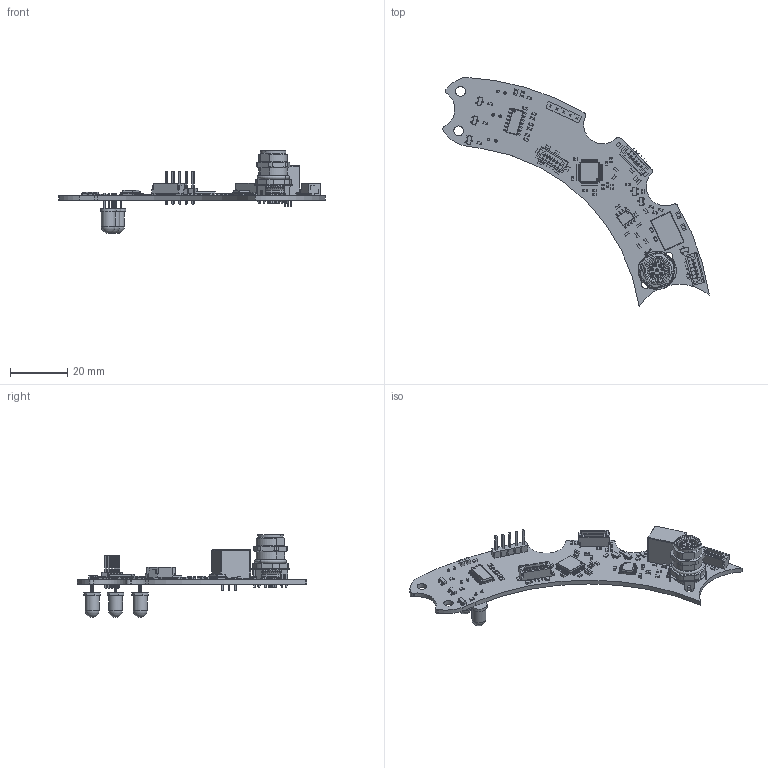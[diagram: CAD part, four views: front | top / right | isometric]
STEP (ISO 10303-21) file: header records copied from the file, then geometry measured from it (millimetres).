
FILE_DESCRIPTION(('KiCad electronic assembly'),'2;1');
FILE_NAME('dashboard-FT25.step','2025-02-07T22:33:03',('Pcbnew'),( 'Kicad'),'Open CASCADE STEP processor 7.7','KiCad to STEP converter' ,'Unknown');
FILE_SCHEMA(('AUTOMOTIVE_DESIGN { 1 0 10303 214 1 1 1 1 }'));
Length unit declared in the file: millimetre
Products named in the file (32): dashboard-FT25 1; C_0805_2012Metric; R_0603_1608Metric; C_0603_1608Metric; JST_GH_BM06B-GHS-TBT_1x06-1MP_P1.25mm_Vertical; JST_BM06B_GHS_TBT; LED_0603_1608Metric; pxc_1424235_03_00_SACC-DSI-M8FS-8CON-M10-L180-SH_3D; 1424235; LQFP-48_7x7mm_P0.5mm; LQFP_48_7x7mm_P05mm; SOT-23; SOT_23; Converter_DCDC_TRACO_TSR-1_THT; Converter_DCDC_TRACO_TSR_1_THT; SOIC-8_3.9x4.9mm_P1.27mm; SOIC_8_39x49mm_P127mm; PinHeader_1x05_P2.54mm_Vertical; PinHeader_1x05_P254mm_Vertical; Fuse_0603_1608Metric; TSOT-23; TSOT_23; SOIC-14_3.9x8.7mm_P1.27mm; SOIC_14_39x87mm_P127mm; LED_D5.0mm_Clear; dashboard-FT25_PCB
Assembly tree (90 placements, depth 3):
  dashboard-FT25 1
    C_0805_2012Metric  x4
      C_0805_2012Metric
    R_0603_1608Metric  x32
      R_0603_1608Metric
    C_0603_1608Metric  x17
      C_0603_1608Metric
    JST_GH_BM06B-GHS-TBT_1x06-1MP_P1.25mm_Vertical  x3
      JST_BM06B_GHS_TBT
    LED_0603_1608Metric
      LED_0603_1608Metric
    pxc_1424235_03_00_SACC-DSI-M8FS-8CON-M10-L180-SH_3D
      1424235
    LQFP-48_7x7mm_P0.5mm
      LQFP_48_7x7mm_P05mm
    SOT-23  x6
      SOT_23
    Converter_DCDC_TRACO_TSR-1_THT
      Converter_DCDC_TRACO_TSR_1_THT
    SOIC-8_3.9x4.9mm_P1.27mm
      SOIC_8_39x49mm_P127mm
    PinHeader_1x05_P2.54mm_Vertical
      PinHeader_1x05_P254mm_Vertical
    Fuse_0603_1608Metric
      Fuse_0603_1608Metric
    TSOT-23
      TSOT_23
    SOIC-14_3.9x8.7mm_P1.27mm
      SOIC_14_39x87mm_P127mm
    LED_D5.0mm_Clear  x3
      LED_D5.0mm_Clear
    dashboard-FT25_PCB
Bounding box: 93.19 x 80.21 x 29 mm (x, y, z)
Volume: 7081.4 mm3; surface area: 10199.1 mm2
Topology: 75 solids, 75 shells, 4779 faces, 12607 edges, 8081 vertices
Faces by surface type: plane 3154, cylinder 1160, bspline 357, cone 82, torus 23, sphere 3
Full cylindrical faces by diameter (mm): 0.5 x22, 0.6 x2, 0.8 x8, 0.9 x6, 1 x8, 3 x2, 3.4 x2, 4.9 x3
Entity records: 95503 total; most frequent: CARTESIAN_POINT 18659, ORIENTED_EDGE 13416, DIRECTION 12584, EDGE_CURVE 6708, LINE 4844, VECTOR 4844, VERTEX_POINT 4281, AXIS2_PLACEMENT_3D 3870
